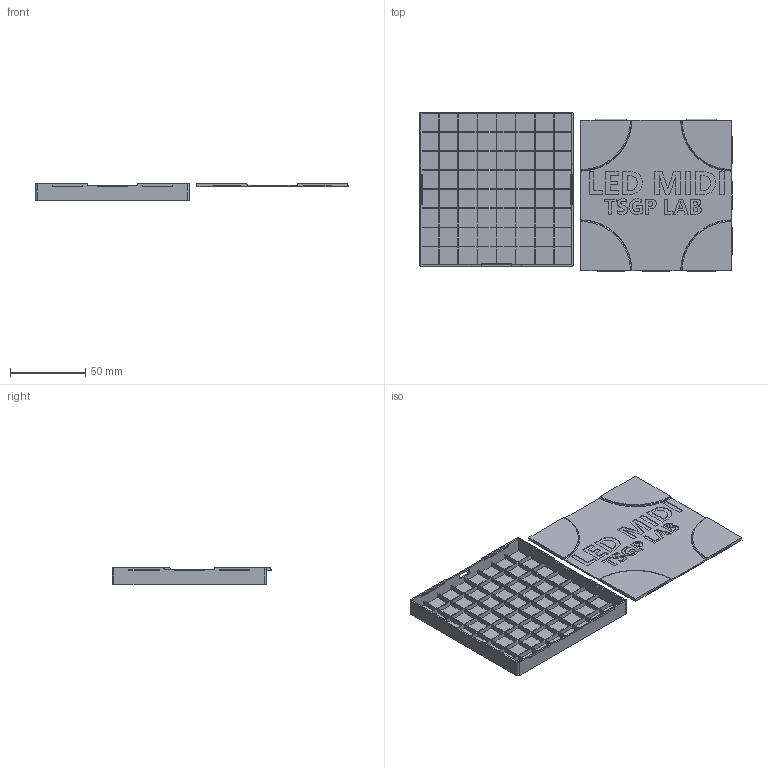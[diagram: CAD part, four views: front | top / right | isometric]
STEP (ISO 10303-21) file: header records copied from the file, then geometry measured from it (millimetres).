
FILE_DESCRIPTION( ('This file contains a STEP AP42 implementation' ,'as created by ZW3D STEP Interface translator.') ,'2;1' );
FILE_NAME( 'midi led.stp' ,'24 6 3.161114', (''), ('ZWCAD Software Co.'), 'Version 1.0', 'ZW3D to STEP translator', '' );
FILE_SCHEMA( ('CONFIG_CONTROL_DESIGN') );
Length unit declared in the file: millimetre
Products named in the file (2): 0; dt midi led
Bounding box: 207.52 x 105.65 x 10.8 mm (x, y, z)
Volume: 27892.2 mm3; surface area: 58477.3 mm2
Topology: 2 solids, 2 shells, 652 faces, 1722 edges, 1138 vertices
Faces by surface type: bspline 652
Entity records: 21826 total; most frequent: CARTESIAN_POINT 10637, ORIENTED_EDGE 3430, EDGE_CURVE 1715, B_SPLINE_CURVE_WITH_KNOTS 1547, VERTEX_POINT 1134, EDGE_LOOP 721, FACE_OUTER_BOUND 652, ADVANCED_FACE 652
